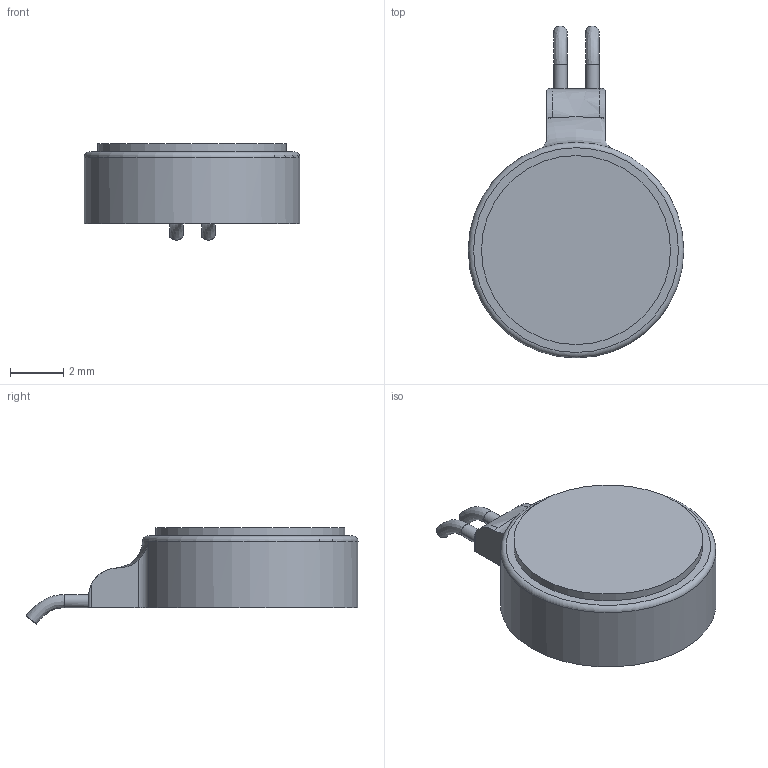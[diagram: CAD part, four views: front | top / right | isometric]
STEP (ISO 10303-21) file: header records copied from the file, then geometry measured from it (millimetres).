
FILE_DESCRIPTION(/* description */ ('STEP AP242','CAx-IF Rec.Pracs.---Representation and Presentation of Product Manufacturing Information (PMI)---4.0---2014-10-13','CAx-IF Rec.Pracs.---3D Tessellated Geometry---0.4---2014-09-14','2;1'),/* implementation_level */ '2;1');
FILE_NAME(/* name */ '68685c3ea2775156cb062e49',/* time_stamp */ '2025-07-04T22:57:03Z',/* author */ (''),/* organization */ (''),/* preprocessor_version */ 'ST-DEVELOPER v20',/* originating_system */ 'ONSHAPE BY PTC INC, 1.200',/* authorisation */ ' ');
FILE_SCHEMA (('AP242_MANAGED_MODEL_BASED_3D_ENGINEERING_MIM_LF { 1 0 10303 442 1 1 4 }'));
Length unit declared in the file: metre
Products named in the file (4): Vibration Motor v1
Bounding box: 8.08 x 12.45 x 3.61 mm (x, y, z)
Volume: 157.3 mm3; surface area: 277.4 mm2
Topology: 4 solids, 4 shells, 36 faces, 79 edges, 51 vertices
Faces by surface type: plane 17, cylinder 14, bspline 3, torus 2
Full cylindrical faces by diameter (mm): 0.5 x2, 7.088 x1
Entity records: 1302 total; most frequent: CARTESIAN_POINT 475, DIRECTION 150, ORIENTED_EDGE 140, EDGE_CURVE 70, AXIS2_PLACEMENT_3D 61, VERTEX_POINT 48, EDGE_LOOP 42, FACE_BOUND 42
